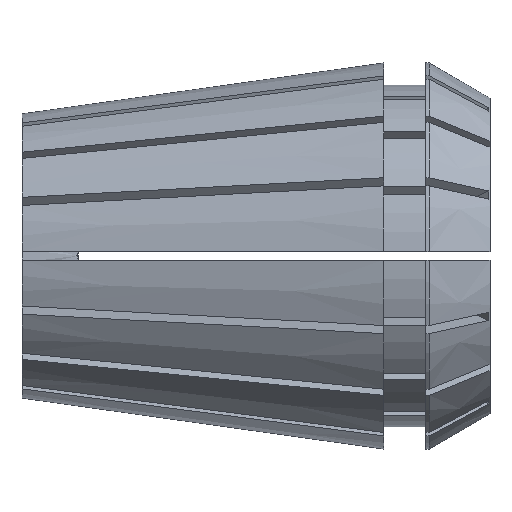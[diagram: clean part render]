
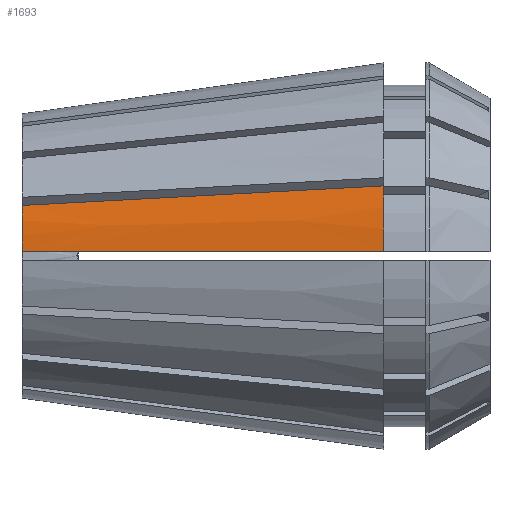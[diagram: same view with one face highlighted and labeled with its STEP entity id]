
A CAD part, top view. The second image highlights one B-rep face of the part: STEP entity #1693.
In plain terms, the highlighted conical face has half-angle 8 degrees and reference radius 16.5 mm.
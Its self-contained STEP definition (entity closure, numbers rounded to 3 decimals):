
#25 = CARTESIAN_POINT ( 'NONE',  ( 30.9, 0., 0. ) ) ;
#236 = CARTESIAN_POINT ( 'NONE',  ( 29.242, 0.375, 16.263 ) ) ;
#290 = DIRECTION ( 'NONE',  ( 1., 0., 0. ) ) ;
#323 = DIRECTION ( 'NONE',  ( 0., 0., -1. ) ) ;
#586 = EDGE_CURVE ( 'NONE', #4864, #2683, #5886, .T. ) ;
#614 = DIRECTION ( 'NONE',  ( -1., 0., 0. ) ) ;
#1153 = CARTESIAN_POINT ( 'NONE',  ( 30.9, 5.966, 15.384 ) ) ;
#1207 = FACE_OUTER_BOUND ( 'NONE', #2639, .T. ) ;
#1683 = CARTESIAN_POINT ( 'NONE',  ( 20.6, 5.412, 14.046 ) ) ;
#1693 = ADVANCED_FACE ( 'NONE', ( #1207 ), #2118, .T. ) ;
#1707 = CARTESIAN_POINT ( 'NONE',  ( 0., 4.304, 11.37 ) ) ;
#1830 = CARTESIAN_POINT ( 'NONE',  ( 25.927, 0.375, 15.797 ) ) ;
#2118 = CONICAL_SURFACE ( 'NONE', #3050, 16.5, 0.14 ) ;
#2201 = CARTESIAN_POINT ( 'NONE',  ( 0., 4.304, 11.37 ) ) ;
#2311 = AXIS2_PLACEMENT_3D ( 'NONE', #2542, #2531, #2611 ) ;
#2329 = CARTESIAN_POINT ( 'NONE',  ( 11.209, 0.375, 13.728 ) ) ;
#2531 = DIRECTION ( 'NONE',  ( -1., 0., 0. ) ) ;
#2542 = CARTESIAN_POINT ( 'NONE',  ( 30.9, 0., 0. ) ) ;
#2611 = DIRECTION ( 'NONE',  ( 0., 0., 1. ) ) ;
#2639 = EDGE_LOOP ( 'NONE', ( #6185, #5894, #5735, #5108 ) ) ;
#2683 = VERTEX_POINT ( 'NONE', #6525 ) ;
#2845 = CARTESIAN_POINT ( 'NONE',  ( 2.566, 0.375, 12.513 ) ) ;
#3050 = AXIS2_PLACEMENT_3D ( 'NONE', #25, #290, #323 ) ;
#3272 = CARTESIAN_POINT ( 'NONE',  ( 30.9, 0.375, 16.496 ) ) ;
#3346 = CARTESIAN_POINT ( 'NONE',  ( 0., 0.375, 12.152 ) ) ;
#3678 = CARTESIAN_POINT ( 'NONE',  ( 0., 0., 0. ) ) ;
#4171 = DIRECTION ( 'NONE',  ( 0., 0., 1. ) ) ;
#4698 = B_SPLINE_CURVE_WITH_KNOTS ( 'NONE', 3,
 ( #6309, #236, #4812, #1830, #5327, #2329, #5834, #2845, #6328, #3346 ),
 .UNSPECIFIED., .F., .F.,
 ( 4, 3, 3, 4 ),
 ( 0.064, 0.069, 0.091, 0.095 ),
 .UNSPECIFIED. ) ;
#4812 = CARTESIAN_POINT ( 'NONE',  ( 27.585, 0.375, 16.03 ) ) ;
#4864 = VERTEX_POINT ( 'NONE', #3272 ) ;
#4992 = CIRCLE ( 'NONE', #5230, 12.158 ) ;
#5069 = CARTESIAN_POINT ( 'NONE',  ( 0., 0.375, 12.152 ) ) ;
#5108 = ORIENTED_EDGE ( 'NONE', *, *, #5772, .F. ) ;
#5188 = B_SPLINE_CURVE_WITH_KNOTS ( 'NONE', 3,
 ( #1153, #1683, #5190, #2201 ),
 .UNSPECIFIED., .F., .F.,
 ( 4, 4 ),
 ( 0., 0.031 ),
 .UNSPECIFIED. ) ;
#5190 = CARTESIAN_POINT ( 'NONE',  ( 10.3, 4.858, 12.708 ) ) ;
#5230 = AXIS2_PLACEMENT_3D ( 'NONE', #3678, #614, #4171 ) ;
#5327 = CARTESIAN_POINT ( 'NONE',  ( 18.568, 0.375, 14.762 ) ) ;
#5602 = VERTEX_POINT ( 'NONE', #5069 ) ;
#5662 = VERTEX_POINT ( 'NONE', #1707 ) ;
#5735 = ORIENTED_EDGE ( 'NONE', *, *, #6206, .F. ) ;
#5772 = EDGE_CURVE ( 'NONE', #4864, #5602, #4698, .T. ) ;
#5834 = CARTESIAN_POINT ( 'NONE',  ( 3.85, 0.375, 12.693 ) ) ;
#5886 = CIRCLE ( 'NONE', #2311, 16.5 ) ;
#5894 = ORIENTED_EDGE ( 'NONE', *, *, #6216, .T. ) ;
#6185 = ORIENTED_EDGE ( 'NONE', *, *, #586, .T. ) ;
#6206 = EDGE_CURVE ( 'NONE', #5602, #5662, #4992, .T. ) ;
#6216 = EDGE_CURVE ( 'NONE', #2683, #5662, #5188, .T. ) ;
#6309 = CARTESIAN_POINT ( 'NONE',  ( 30.9, 0.375, 16.496 ) ) ;
#6328 = CARTESIAN_POINT ( 'NONE',  ( 1.283, 0.375, 12.332 ) ) ;
#6525 = CARTESIAN_POINT ( 'NONE',  ( 30.9, 5.966, 15.384 ) ) ;
